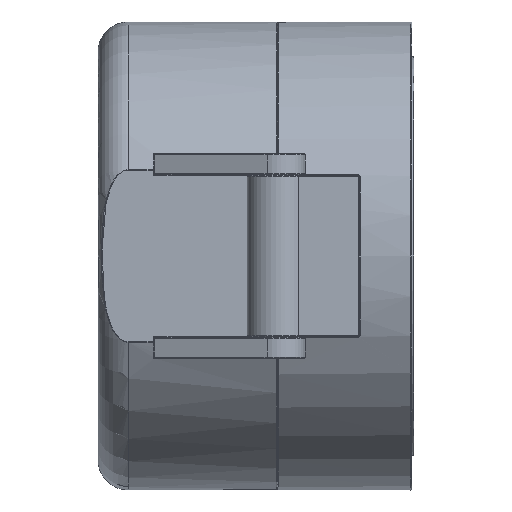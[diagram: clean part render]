
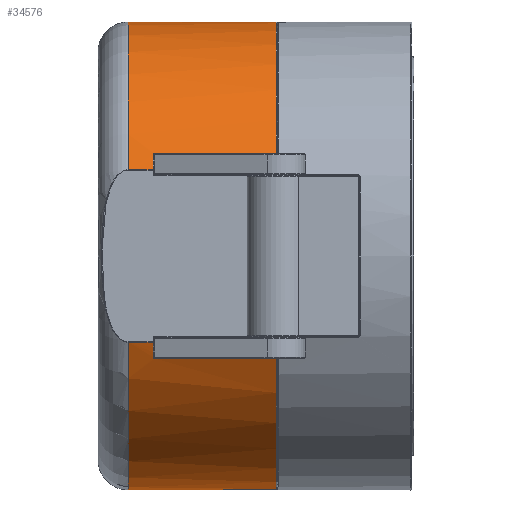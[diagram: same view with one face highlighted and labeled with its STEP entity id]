
A CAD part, left-side view. The second image highlights one B-rep face of the part: STEP entity #34576.
In plain terms, the highlighted cylindrical face has radius 27.15 mm (diameter 54.3 mm), a partial arc.
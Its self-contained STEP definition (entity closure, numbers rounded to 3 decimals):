
#1981=CYLINDRICAL_SURFACE('',#38518,27.15);
#4152=LINE('',#78688,#6015);
#4163=LINE('',#78850,#6026);
#4167=LINE('',#78901,#6030);
#4169=LINE('',#78998,#6032);
#4205=LINE('',#79311,#6068);
#4214=LINE('',#79360,#6077);
#6015=VECTOR('',#47576,10.);
#6026=VECTOR('',#47667,10.);
#6030=VECTOR('',#47685,10.);
#6032=VECTOR('',#47691,10.);
#6068=VECTOR('',#47863,10.);
#6077=VECTOR('',#47922,10.);
#8344=FACE_OUTER_BOUND('',#10643,.T.);
#10643=EDGE_LOOP('',(#31565,#31566,#31567,#31568,#31569,#31570,#31571,#31572,
#31573,#31574,#31575,#31576,#31577,#31578,#31579,#31580,#31581));
#12384=CIRCLE('',#38329,27.15);
#12389=CIRCLE('',#38340,27.15);
#12400=CIRCLE('',#38365,27.15);
#12403=CIRCLE('',#38368,27.15);
#12485=CIRCLE('',#38517,27.15);
#12486=CIRCLE('',#38519,27.15);
#12487=CIRCLE('',#38520,27.15);
#13352=B_SPLINE_CURVE_WITH_KNOTS('',3,(#78669,#78670,#78671,#78672,#78673),
 .UNSPECIFIED.,.F.,.F.,(4,1,4),(-0.033,-0.017,
0.),.UNSPECIFIED.);
#13357=B_SPLINE_CURVE_WITH_KNOTS('',3,(#78840,#78841,#78842,#78843,#78844),
 .UNSPECIFIED.,.F.,.F.,(4,1,4),(-0.033,-0.017,
0.),.UNSPECIFIED.);
#13371=B_SPLINE_CURVE_WITH_KNOTS('',3,(#79294,#79295,#79296,#79297,#79298,
#79299,#79300,#79301,#79302,#79303),.UNSPECIFIED.,.F.,.F.,(4,2,2,2,4),(0.045,
0.049,0.055,0.062,0.063),
 .UNSPECIFIED.);
#13378=B_SPLINE_CURVE_WITH_KNOTS('',3,(#79631,#79632,#79633,#79634,#79635,
#79636,#79637,#79638,#79639,#79640,#79641,#79642),.UNSPECIFIED.,.F.,.F.,
(4,2,2,2,2,4),(0.,0.005,0.01,0.014,
0.016,0.017),.UNSPECIFIED.);
#16149=VERTEX_POINT('',#78667);
#16150=VERTEX_POINT('',#78668);
#16153=VERTEX_POINT('',#78684);
#16173=VERTEX_POINT('',#78779);
#16180=VERTEX_POINT('',#78795);
#16185=VERTEX_POINT('',#78837);
#16186=VERTEX_POINT('',#78839);
#16188=VERTEX_POINT('',#78848);
#16192=VERTEX_POINT('',#78899);
#16194=VERTEX_POINT('',#78969);
#16203=VERTEX_POINT('',#79094);
#16234=VERTEX_POINT('',#79292);
#16235=VERTEX_POINT('',#79293);
#16237=VERTEX_POINT('',#79309);
#16247=VERTEX_POINT('',#79357);
#16248=VERTEX_POINT('',#79359);
#16284=VERTEX_POINT('',#79630);
#21138=EDGE_CURVE('',#16149,#16150,#13352,.T.);
#21144=EDGE_CURVE('',#16150,#16153,#4152,.T.);
#21184=EDGE_CURVE('',#16185,#16186,#13357,.T.);
#21187=EDGE_CURVE('',#16188,#16185,#4163,.T.);
#21191=EDGE_CURVE('',#16186,#16180,#12384,.T.);
#21197=EDGE_CURVE('',#16192,#16173,#4167,.T.);
#21202=EDGE_CURVE('',#16180,#16194,#4169,.T.);
#21208=EDGE_CURVE('',#16173,#16149,#12389,.T.);
#21239=EDGE_CURVE('',#16194,#16203,#12400,.T.);
#21242=EDGE_CURVE('',#16203,#16192,#12403,.T.);
#21280=EDGE_CURVE('',#16234,#16235,#13371,.F.);
#21285=EDGE_CURVE('',#16237,#16234,#4205,.T.);
#21308=EDGE_CURVE('',#16247,#16248,#4214,.T.);
#21386=EDGE_CURVE('',#16248,#16188,#12485,.T.);
#21387=EDGE_CURVE('',#16247,#16284,#13378,.T.);
#21388=EDGE_CURVE('',#16284,#16235,#12486,.T.);
#21389=EDGE_CURVE('',#16153,#16237,#12487,.T.);
#31565=ORIENTED_EDGE('',*,*,#21187,.F.);
#31566=ORIENTED_EDGE('',*,*,#21386,.F.);
#31567=ORIENTED_EDGE('',*,*,#21308,.F.);
#31568=ORIENTED_EDGE('',*,*,#21387,.T.);
#31569=ORIENTED_EDGE('',*,*,#21388,.T.);
#31570=ORIENTED_EDGE('',*,*,#21280,.F.);
#31571=ORIENTED_EDGE('',*,*,#21285,.F.);
#31572=ORIENTED_EDGE('',*,*,#21389,.F.);
#31573=ORIENTED_EDGE('',*,*,#21144,.F.);
#31574=ORIENTED_EDGE('',*,*,#21138,.F.);
#31575=ORIENTED_EDGE('',*,*,#21208,.F.);
#31576=ORIENTED_EDGE('',*,*,#21197,.F.);
#31577=ORIENTED_EDGE('',*,*,#21242,.F.);
#31578=ORIENTED_EDGE('',*,*,#21239,.F.);
#31579=ORIENTED_EDGE('',*,*,#21202,.F.);
#31580=ORIENTED_EDGE('',*,*,#21191,.F.);
#31581=ORIENTED_EDGE('',*,*,#21184,.F.);
#34576=ADVANCED_FACE('',(#8344),#1981,.T.);
#38329=AXIS2_PLACEMENT_3D('',#78890,#47671,#47672);
#38340=AXIS2_PLACEMENT_3D('',#79007,#47703,#47704);
#38365=AXIS2_PLACEMENT_3D('',#79095,#47771,#47772);
#38368=AXIS2_PLACEMENT_3D('',#79099,#47777,#47778);
#38517=AXIS2_PLACEMENT_3D('',#79628,#48122,#48123);
#38518=AXIS2_PLACEMENT_3D('',#79629,#48124,#48125);
#38519=AXIS2_PLACEMENT_3D('',#79643,#48126,#48127);
#38520=AXIS2_PLACEMENT_3D('',#79644,#48128,#48129);
#47576=DIRECTION('',(0.,1.,0.));
#47667=DIRECTION('',(0.,-1.,0.));
#47671=DIRECTION('center_axis',(0.,1.,0.));
#47672=DIRECTION('ref_axis',(-0.916,0.,-0.402));
#47685=DIRECTION('',(0.,1.,0.));
#47691=DIRECTION('',(0.,-1.,0.));
#47703=DIRECTION('center_axis',(0.,1.,0.));
#47704=DIRECTION('ref_axis',(-0.916,0.,0.402));
#47771=DIRECTION('center_axis',(0.,-1.,0.));
#47772=DIRECTION('ref_axis',(1.,0.,0.));
#47777=DIRECTION('center_axis',(0.,-1.,0.));
#47778=DIRECTION('ref_axis',(1.,0.,0.));
#47863=DIRECTION('',(0.,-1.,0.));
#47922=DIRECTION('',(0.,1.,0.));
#48122=DIRECTION('center_axis',(0.,1.,0.));
#48123=DIRECTION('ref_axis',(0.224,0.,-0.975));
#48124=DIRECTION('center_axis',(0.,1.,0.));
#48125=DIRECTION('ref_axis',(1.,0.,0.));
#48126=DIRECTION('center_axis',(0.,-1.,0.));
#48127=DIRECTION('ref_axis',(-1.,0.,0.));
#48128=DIRECTION('center_axis',(0.,1.,0.));
#48129=DIRECTION('ref_axis',(0.164,0.,0.986));
#78667=CARTESIAN_POINT('',(-24.496,6.4,11.707));
#78668=CARTESIAN_POINT('',(-24.4,6.6,11.906));
#78669=CARTESIAN_POINT('Ctrl Pts',(-24.496,6.4,11.707));
#78670=CARTESIAN_POINT('Ctrl Pts',(-24.473,6.4,11.757));
#78671=CARTESIAN_POINT('Ctrl Pts',(-24.424,6.438,11.857));
#78672=CARTESIAN_POINT('Ctrl Pts',(-24.4,6.545,11.906));
#78673=CARTESIAN_POINT('Ctrl Pts',(-24.4,6.6,11.906));
#78684=CARTESIAN_POINT('',(-24.4,20.7,11.906));
#78688=CARTESIAN_POINT('',(-24.4,0.,11.906));
#78779=CARTESIAN_POINT('',(-25.243,6.4,9.996));
#78795=CARTESIAN_POINT('',(-25.243,6.4,-9.996));
#78837=CARTESIAN_POINT('',(-24.4,6.6,-11.906));
#78839=CARTESIAN_POINT('',(-24.496,6.4,-11.707));
#78840=CARTESIAN_POINT('Ctrl Pts',(-24.4,6.6,-11.906));
#78841=CARTESIAN_POINT('Ctrl Pts',(-24.4,6.545,-11.906));
#78842=CARTESIAN_POINT('Ctrl Pts',(-24.424,6.438,-11.857));
#78843=CARTESIAN_POINT('Ctrl Pts',(-24.473,6.4,-11.757));
#78844=CARTESIAN_POINT('Ctrl Pts',(-24.496,6.4,-11.707));
#78848=CARTESIAN_POINT('',(-24.4,20.7,-11.906));
#78850=CARTESIAN_POINT('',(-24.4,0.,-11.906));
#78890=CARTESIAN_POINT('Origin',(0.,6.4,0.));
#78899=CARTESIAN_POINT('',(-25.243,3.5,9.996));
#78901=CARTESIAN_POINT('',(-25.243,0.,9.996));
#78969=CARTESIAN_POINT('',(-25.243,3.5,-9.996));
#78998=CARTESIAN_POINT('',(-25.243,0.,-9.996));
#79007=CARTESIAN_POINT('Origin',(0.,6.4,0.));
#79094=CARTESIAN_POINT('',(0.,3.5,-27.15));
#79095=CARTESIAN_POINT('Origin',(0.,3.5,0.));
#79099=CARTESIAN_POINT('Origin',(0.,3.5,0.));
#79292=CARTESIAN_POINT('',(26.938,5.1,3.388));
#79293=CARTESIAN_POINT('',(26.959,5.,3.216));
#79294=CARTESIAN_POINT('Ctrl Pts',(26.959,5.,3.216));
#79295=CARTESIAN_POINT('Ctrl Pts',(26.957,5.,3.233));
#79296=CARTESIAN_POINT('Ctrl Pts',(26.955,5.003,3.25));
#79297=CARTESIAN_POINT('Ctrl Pts',(26.95,5.018,3.289));
#79298=CARTESIAN_POINT('Ctrl Pts',(26.948,5.03,3.309));
#79299=CARTESIAN_POINT('Ctrl Pts',(26.943,5.059,3.347));
#79300=CARTESIAN_POINT('Ctrl Pts',(26.94,5.079,3.367));
#79301=CARTESIAN_POINT('Ctrl Pts',(26.938,5.099,3.387));
#79302=CARTESIAN_POINT('Ctrl Pts',(26.938,5.1,3.387));
#79303=CARTESIAN_POINT('Ctrl Pts',(26.938,5.1,3.388));
#79309=CARTESIAN_POINT('',(26.938,20.7,3.388));
#79311=CARTESIAN_POINT('',(26.938,0.,3.388));
#79357=CARTESIAN_POINT('',(27.15,5.135,0.));
#79359=CARTESIAN_POINT('',(27.15,20.7,0.));
#79360=CARTESIAN_POINT('',(27.15,0.,0.));
#79628=CARTESIAN_POINT('Origin',(0.,20.7,0.));
#79629=CARTESIAN_POINT('Origin',(0.,0.,0.));
#79630=CARTESIAN_POINT('',(27.15,5.,0.095));
#79631=CARTESIAN_POINT('Ctrl Pts',(27.15,5.135,0.));
#79632=CARTESIAN_POINT('Ctrl Pts',(27.15,5.119,0.));
#79633=CARTESIAN_POINT('Ctrl Pts',(27.15,5.101,0.002));
#79634=CARTESIAN_POINT('Ctrl Pts',(27.15,5.068,0.012));
#79635=CARTESIAN_POINT('Ctrl Pts',(27.15,5.052,0.02));
#79636=CARTESIAN_POINT('Ctrl Pts',(27.15,5.029,0.037));
#79637=CARTESIAN_POINT('Ctrl Pts',(27.15,5.018,0.048));
#79638=CARTESIAN_POINT('Ctrl Pts',(27.15,5.007,0.066));
#79639=CARTESIAN_POINT('Ctrl Pts',(27.15,5.005,0.073));
#79640=CARTESIAN_POINT('Ctrl Pts',(27.15,5.001,0.085));
#79641=CARTESIAN_POINT('Ctrl Pts',(27.15,5.,0.09));
#79642=CARTESIAN_POINT('Ctrl Pts',(27.15,5.,0.095));
#79643=CARTESIAN_POINT('Origin',(0.,5.,0.));
#79644=CARTESIAN_POINT('Origin',(0.,20.7,0.));
